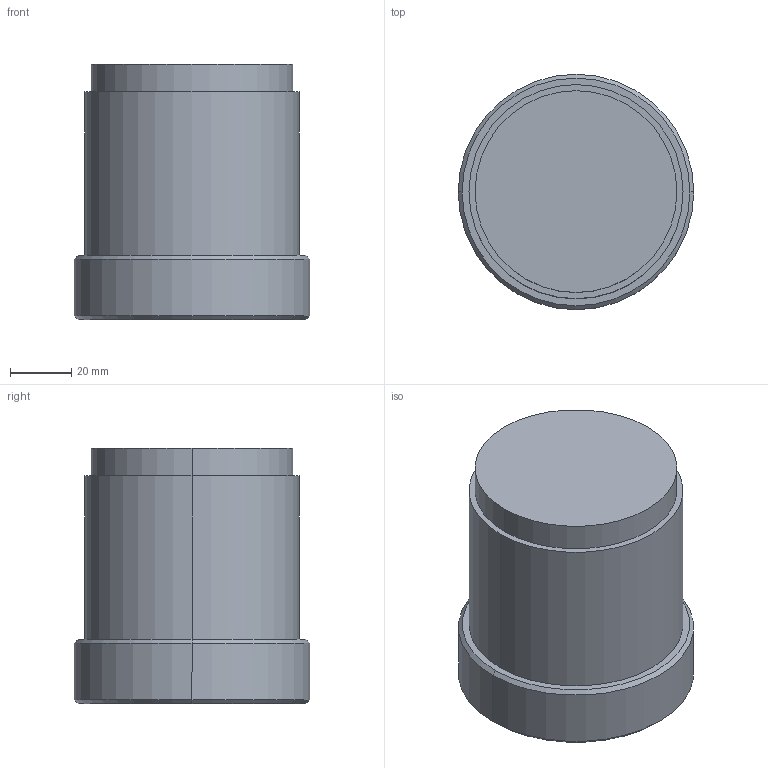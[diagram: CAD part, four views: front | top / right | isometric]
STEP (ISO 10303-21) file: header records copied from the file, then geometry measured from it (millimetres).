
FILE_DESCRIPTION(('starvars output'),'2;1');
FILE_NAME('XVBC4M3_3D.stp','19:40:50 2020/03/31',( 'Thomas Industrial Network Germany GmbH'),( 'Thomas Industrial Network Germany GmbH'),'unknown preprocess','ACIS' ,'unknown authorization');
FILE_SCHEMA(('AUTOMOTIVE_DESIGN_CC2 {UNKNOWN IMPLEMENTATION LEVEL}'));
Length unit declared in the file: millimetre
Products named in the file (1): PRODUCT_ID_19
Bounding box: 77 x 77 x 83.5 mm (x, y, z)
Volume: 262886.7 mm3; surface area: 31835.6 mm2
Topology: 1 solids, 1 shells, 20 faces, 38 edges, 24 vertices
Faces by surface type: cylinder 10, plane 6, cone 4
Entity records: 662 total; most frequent: ORIENTED_EDGE 76, DIRECTION 64, CARTESIAN_POINT 63, EDGE_CURVE 38, AXIS2_PLACEMENT_3D 25, VERTEX_POINT 24, EDGE_LOOP 24, FACE_BOUND 24
